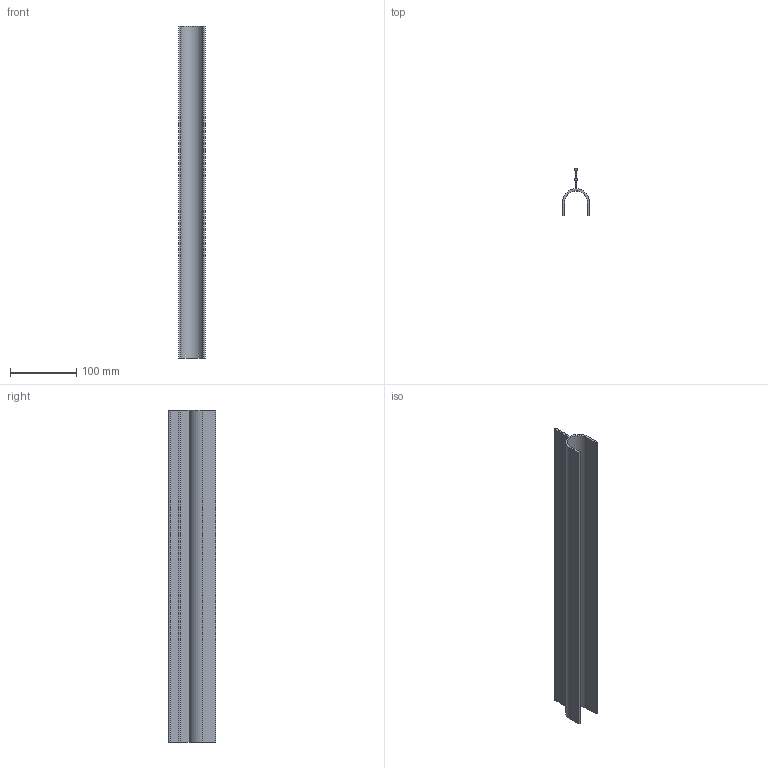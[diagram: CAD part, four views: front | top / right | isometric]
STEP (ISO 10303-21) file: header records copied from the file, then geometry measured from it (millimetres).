
FILE_DESCRIPTION((''),'2;1');
FILE_NAME('14026','2022-09-19T11:06:03',('PredragRovcanin'),('Audax d.o.o.'),'CREO PARAMETRIC BY PTC INC, 2020281','CREO PARAMETRIC BY PTC INC, 2020281','');
FILE_SCHEMA(('AUTOMOTIVE_DESIGN { 1 0 10303 214 1 1 1 1 }'));
Length unit declared in the file: millimetre
Products named in the file (1): 14026
Bounding box: 40 x 70.99 x 500 mm (x, y, z)
Volume: 195208.9 mm3; surface area: 132964.6 mm2
Topology: 1 solids, 1 shells, 18 faces, 50 edges, 36 vertices
Faces by surface type: plane 12, cylinder 6
Entity records: 1269 total; most frequent: COLOUR_RGB 320, CARTESIAN_POINT 103, DIRECTION 100, ORIENTED_EDGE 96, PRESENTATION_STYLE_ASSIGNMENT 51, STYLED_ITEM 51, CURVE_STYLE 50, EDGE_CURVE 48
